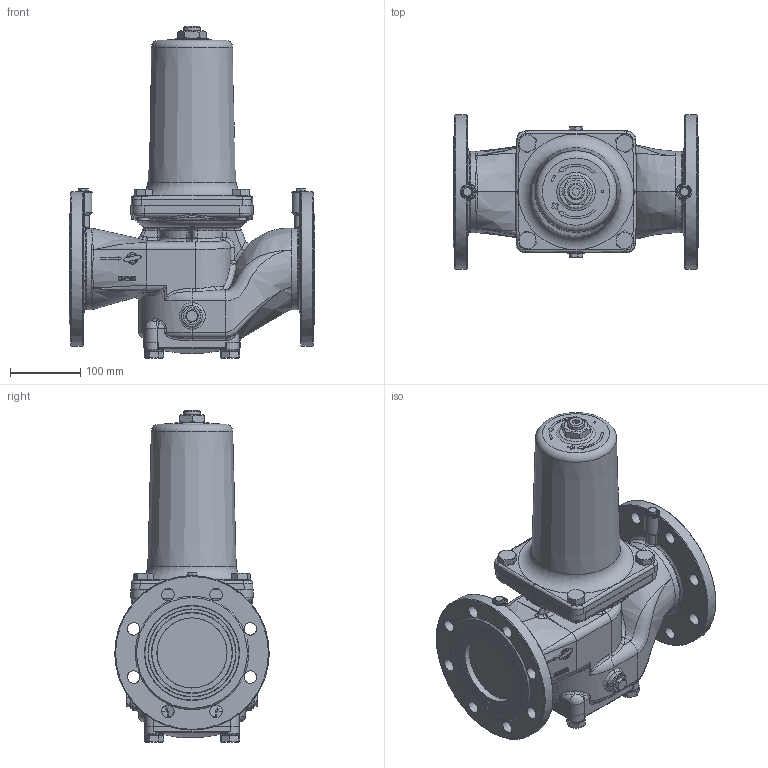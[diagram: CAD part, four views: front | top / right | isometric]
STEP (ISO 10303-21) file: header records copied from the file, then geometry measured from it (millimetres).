
FILE_DESCRIPTION(/* description */ (''),/* implementation_level */ '2;1');
FILE_NAME(/* name */ '080210.stp',/* time_stamp */ '2022-10-18T10:27:40+02:00',/* author */ ('gninka'),/* organization */ (''),/* preprocessor_version */ 'ST-DEVELOPER v19',/* originating_system */ 'Autodesk Inventor 2023',/* authorisation */ '');
FILE_SCHEMA (('AUTOMOTIVE_DESIGN { 1 0 10303 214 3 1 1 }'));
Length unit declared in the file: millimetre
Products named in the file (1): 080210_step
Bounding box: 350 x 220 x 473.5 mm (x, y, z)
Volume: 9954745.5 mm3; surface area: 512881.5 mm2
Topology: 1 solids, 11 shells, 1036 faces, 2552 edges, 1562 vertices
Faces by surface type: bspline 324, plane 319, cylinder 205, cone 126, torus 43, sphere 19
Full cylindrical faces by diameter (mm): 3 x1, 11.45 x2, 13.835 x4, 14.917 x8, 16 x12, 16.5 x2, 17.5 x8, 18 x16, 20 x2, 22 x8, 24 x1, 25 x2, 26 x4, 100 x2, 116 x1, 220 x2
Entity records: 45257 total; most frequent: CARTESIAN_POINT 23199, ORIENTED_EDGE 5048, DIRECTION 3821, EDGE_CURVE 2524, VERTEX_POINT 1562, AXIS2_PLACEMENT_3D 1529, EDGE_LOOP 1140, FACE_OUTER_BOUND 1036
